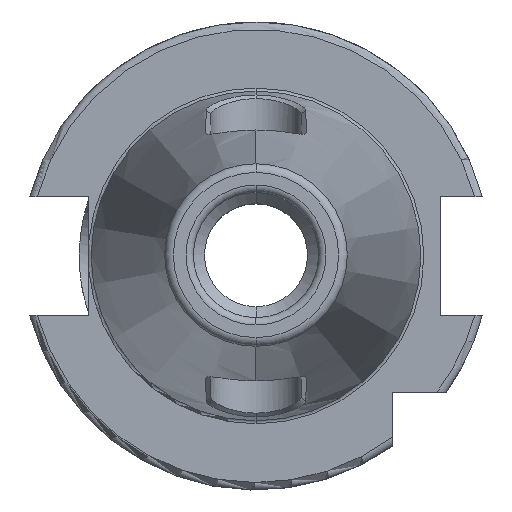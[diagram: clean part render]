
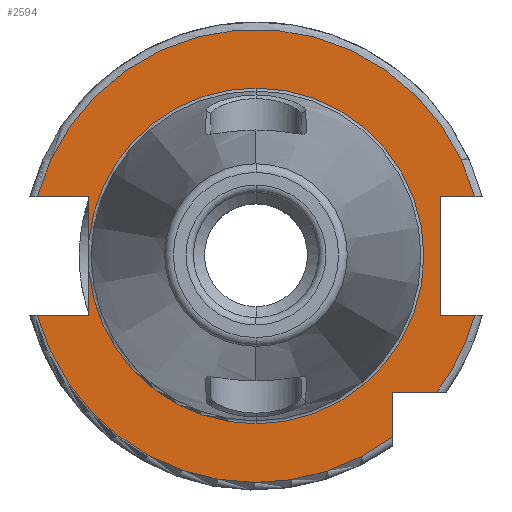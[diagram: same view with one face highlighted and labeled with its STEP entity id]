
A CAD part, top view. The second image highlights one B-rep face of the part: STEP entity #2594.
In plain terms, the highlighted planar face has unit normal (0, 0, 1).
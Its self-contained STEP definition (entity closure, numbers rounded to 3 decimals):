
#161=DIRECTION('',(1,0,0));
#162=VECTOR('',#161,7.004);
#163=CARTESIAN_POINT('',(-29.704,-8.05,15.9));
#164=LINE('',#163,#162);
#165=DIRECTION('',(0,1,0));
#166=VECTOR('',#165,5.917);
#167=CARTESIAN_POINT('',(-22.7,-8.05,15.9));
#168=LINE('',#167,#166);
#169=DIRECTION('',(0,1,0));
#170=VECTOR('',#169,5.917);
#171=CARTESIAN_POINT('',(-22.7,2.133,15.9));
#172=LINE('',#171,#170);
#173=DIRECTION('',(1,0,0));
#174=VECTOR('',#173,7.004);
#175=CARTESIAN_POINT('',(-29.704,8.05,15.9));
#176=LINE('',#175,#174);
#177=DIRECTION('',(-1,0,0));
#178=VECTOR('',#177,4.704);
#179=CARTESIAN_POINT('',(29.704,8.05,15.9));
#180=LINE('',#179,#178);
#181=DIRECTION('',(0,-1,0));
#182=VECTOR('',#181,16.1);
#183=CARTESIAN_POINT('',(25,8.05,15.9));
#184=LINE('',#183,#182);
#185=DIRECTION('',(-1,0,0));
#186=VECTOR('',#185,4.704);
#187=CARTESIAN_POINT('',(29.704,-8.05,15.9));
#188=LINE('',#187,#186);
#189=CARTESIAN_POINT('',(0,0,15.9));
#190=DIRECTION('',(0,0,1));
#191=DIRECTION('',(0.799,-0.601,0));
#192=AXIS2_PLACEMENT_3D('',#189,#190,#191);
#194=DIRECTION('',(-1,0,0));
#195=VECTOR('',#194,6.094);
#196=CARTESIAN_POINT('',(24.594,-18.5,15.9));
#197=LINE('',#196,#195);
#198=DIRECTION('',(0,1,0));
#199=VECTOR('',#198,6.094);
#200=CARTESIAN_POINT('',(18.5,-24.594,15.9));
#201=LINE('',#200,#199);
#212=CARTESIAN_POINT('',(0,0,15.9));
#213=DIRECTION('',(0,0,1));
#214=DIRECTION('',(0,1,0));
#215=AXIS2_PLACEMENT_3D('',#212,#213,#214);
#227=CARTESIAN_POINT('',(0,0,15.9));
#228=DIRECTION('',(0,0,1));
#229=DIRECTION('',(-0.996,-0.094,0));
#230=AXIS2_PLACEMENT_3D('',#227,#228,#229);
#232=CARTESIAN_POINT('',(0,0,15.9));
#233=DIRECTION('',(0,0,-1));
#234=DIRECTION('',(0,1,0));
#235=AXIS2_PLACEMENT_3D('',#232,#233,#234);
#1330=CARTESIAN_POINT('',(0,0,15.9));
#1331=DIRECTION('',(0,0,1));
#1332=DIRECTION('',(0.965,0.262,0));
#1333=AXIS2_PLACEMENT_3D('',#1330,#1331,#1332);
#1381=CARTESIAN_POINT('',(0,0,15.9));
#1382=DIRECTION('',(0,0,1));
#1383=DIRECTION('',(-0.965,-0.262,0));
#1384=AXIS2_PLACEMENT_3D('',#1381,#1382,#1383);
#2041=CARTESIAN_POINT('',(0,22.8,15.9));
#2043=VERTEX_POINT('',#2041);
#2063=CARTESIAN_POINT('',(0,-22.8,15.9));
#2065=VERTEX_POINT('',#2063);
#2189=CARTESIAN_POINT('',(-29.704,-8.05,15.9));
#2190=CARTESIAN_POINT('',(-22.7,-8.05,15.9));
#2191=VERTEX_POINT('',#2189);
#2192=VERTEX_POINT('',#2190);
#2193=CARTESIAN_POINT('',(-22.7,-2.133,15.9));
#2194=VERTEX_POINT('',#2193);
#2195=CARTESIAN_POINT('',(-22.7,2.133,15.9));
#2196=CARTESIAN_POINT('',(-22.7,8.05,15.9));
#2197=VERTEX_POINT('',#2195);
#2198=VERTEX_POINT('',#2196);
#2199=CARTESIAN_POINT('',(-29.704,8.05,15.9));
#2200=VERTEX_POINT('',#2199);
#2201=CARTESIAN_POINT('',(25,8.05,15.9));
#2202=CARTESIAN_POINT('',(25,-8.05,15.9));
#2203=VERTEX_POINT('',#2201);
#2204=VERTEX_POINT('',#2202);
#2205=CARTESIAN_POINT('',(29.704,-8.05,15.9));
#2206=VERTEX_POINT('',#2205);
#2207=CARTESIAN_POINT('',(29.704,8.05,15.9));
#2208=VERTEX_POINT('',#2207);
#2209=CARTESIAN_POINT('',(18.5,-24.594,15.9));
#2210=CARTESIAN_POINT('',(18.5,-18.5,15.9));
#2211=VERTEX_POINT('',#2209);
#2212=VERTEX_POINT('',#2210);
#2213=CARTESIAN_POINT('',(24.594,-18.5,15.9));
#2214=VERTEX_POINT('',#2213);
#2561=CARTESIAN_POINT('',(0,0,15.9));
#2562=DIRECTION('',(0,0,-1));
#2563=DIRECTION('',(0,-1,0));
#2564=AXIS2_PLACEMENT_3D('',#2561,#2562,#2563);
#2565=PLANE('',#2564);
#2566=ORIENTED_EDGE('',*,*,#2534,.T.);
#2567=ORIENTED_EDGE('',*,*,#2521,.T.);
#2569=ORIENTED_EDGE('',*,*,#2568,.T.);
#2571=ORIENTED_EDGE('',*,*,#2570,.F.);
#2573=ORIENTED_EDGE('',*,*,#2572,.T.);
#2574=ORIENTED_EDGE('',*,*,#2517,.T.);
#2575=ORIENTED_EDGE('',*,*,#2496,.F.);
#2577=ORIENTED_EDGE('',*,*,#2576,.F.);
#2579=ORIENTED_EDGE('',*,*,#2578,.T.);
#2581=ORIENTED_EDGE('',*,*,#2580,.T.);
#2583=ORIENTED_EDGE('',*,*,#2582,.F.);
#2585=ORIENTED_EDGE('',*,*,#2584,.F.);
#2587=ORIENTED_EDGE('',*,*,#2586,.T.);
#2589=ORIENTED_EDGE('',*,*,#2588,.F.);
#2591=ORIENTED_EDGE('',*,*,#2590,.F.);
#2592=EDGE_LOOP('',(#2566,#2567,#2569,#2571,#2573,#2574,#2575,#2577,#2579,#2581,
#2583,#2585,#2587,#2589,#2591));
#2593=FACE_OUTER_BOUND('',#2592,.F.);
#2594=ADVANCED_FACE('',(#2593),#2565,.F.);
#193=CIRCLE('',#192,30.775);
#216=CIRCLE('',#215,22.8);
#231=CIRCLE('',#230,22.8);
#236=CIRCLE('',#235,22.8);
#1334=CIRCLE('',#1333,30.775);
#1385=CIRCLE('',#1384,30.775);
#2496=EDGE_CURVE('',#2200,#2198,#176,.T.);
#2517=EDGE_CURVE('',#2197,#2198,#172,.T.);
#2521=EDGE_CURVE('',#2192,#2194,#168,.T.);
#2534=EDGE_CURVE('',#2191,#2192,#164,.T.);
#2568=EDGE_CURVE('',#2194,#2065,#231,.T.);
#2570=EDGE_CURVE('',#2043,#2065,#236,.T.);
#2572=EDGE_CURVE('',#2043,#2197,#216,.T.);
#2576=EDGE_CURVE('',#2208,#2200,#1334,.T.);
#2578=EDGE_CURVE('',#2208,#2203,#180,.T.);
#2580=EDGE_CURVE('',#2203,#2204,#184,.T.);
#2582=EDGE_CURVE('',#2206,#2204,#188,.T.);
#2584=EDGE_CURVE('',#2214,#2206,#193,.T.);
#2586=EDGE_CURVE('',#2214,#2212,#197,.T.);
#2588=EDGE_CURVE('',#2211,#2212,#201,.T.);
#2590=EDGE_CURVE('',#2191,#2211,#1385,.T.);
